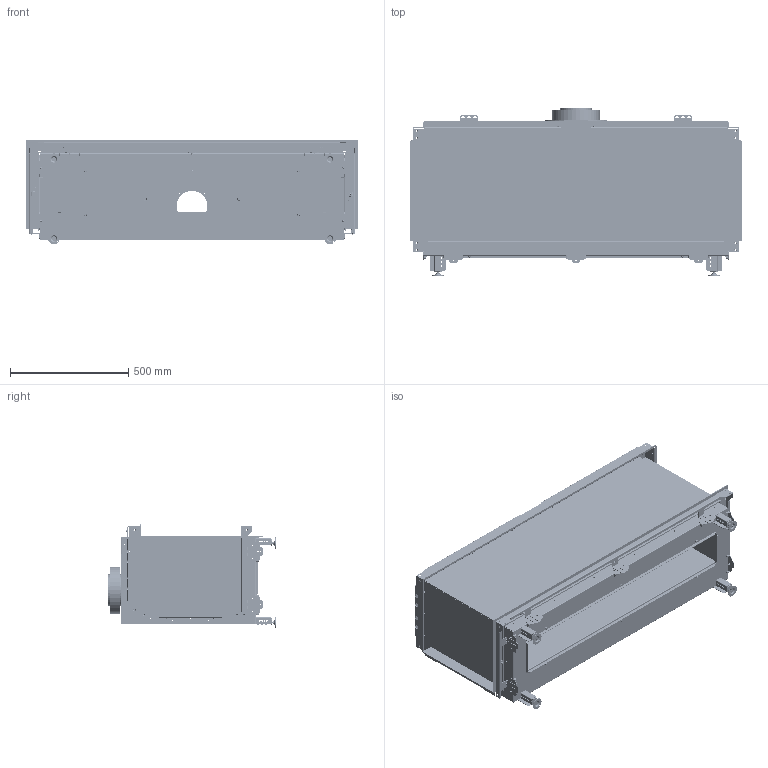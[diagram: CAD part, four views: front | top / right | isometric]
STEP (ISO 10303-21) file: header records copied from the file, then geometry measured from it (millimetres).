
FILE_DESCRIPTION (( 'STEP AP214' ), '1' );
FILE_NAME ('Fire_Assembly_BM-1300-Bay-3S.STEP', '2026-01-15T10:32:56', ( '' ), ( '' ), 'SwSTEP 2.0', 'SolidWorks 2025', '' );
FILE_SCHEMA (( 'AUTOMOTIVE_DESIGN' ));
Length unit declared in the file: millimetre
Products named in the file (57): Board_Stop_RVisio_Bay_Sub_Assy_Pano 1300 Bay; Magnet_Cage_Assy_RVisio_Bay_Visio 2 Dobbelt; Flue_Gasket_Outer_DuraVent_8_Inch; Magnet_Shallow_Pot_Ø10 x4; Flue_Gasket_Inner_DuraVent_5Inch; M5_Hexsert_M5 Hexsert; Board_Stop_RVisio_Bay_Sub_Assy_Visio 5 Diskant Side; Baffle_Folding_Pano_1300_Pano 1300; Foot_Assy_Sub-Assy_RV; Frame_Section_Sub_Assy_RVisio_Bay_Visio 5 Side RH; Frame_Retaining_Bracket_RVisio_Bay_Visio 2; Frame_Section_RVisio_Bay_Pano 1300 Front Bay; Base_Plate_Pano_1300_Pano 1300; Delay_Flap_Top_RVisio_Bay_Pano 1300; Window_Trim_Sub-Assy_Linear_160_Mk2_Bay_Pano 1300 Bay; M6_Hexsert_M6 Hexsert; Frame_Retrain_Folding_RVisio_Bay_Visio 2; Foot_Folding_RV; Base_Plate_Assy_Pano_1300_Pano 1300; Magnet_Cage_Assy_S_RVisio_Bay_Visio 2 Short; M4_PEM_Fixing_M4 x 8 Flush Self Clinching PEM Stud; Window_Trim_Side_Linear_160_Mk2_Bay_Pano 1300 Side; Baffle_Infill_RVisio_Bay_Visio 2; Frame_Section_Sub_Assy_RVisio_Bay_Pano 1300 Front Bay; Board_Stop_RVisio_Bay_Pano 1300 Bay; Flue_Connection_Kit_Bofill_130-200 85 Offset (Peis Bay) - Adaptor Supressed for STEP; Magnet_Cage_Alt_RVisio_Bay_Visio 2 Side; Leg_Backing_Alt_RV; Board_Stop_RVisio_Bay_Visio 5 Diskant Side; Glass_Panel_RVisio_Bay_Pano 1300 Front Panel; Flue_Adapter_Non-DuraVent_Ø130_Bofill; Frame_Section_RVisio_Bay_Visio 5 Side RH; Board_Stop_Rear_Sub-Assy_RVisio_Bay_Visio 5; M8_Nutsert; Frame_Section_Sub_Assy_RVisio_Bay_Visio 5 Side LH; Fire_Assembly_BM-1300-Bay-3S; M8_Adjustable_Metal_Feet_Ø50 M8 x 50 Bolt Down; Firebox_Infill_RVisio_Bay_Visio 2; Flue_Adapter_Assy_Non-DuraVent_Ø200_Flue Outer Ring Ø200 x 40 Bofill; Board_Stop_Rear_RVisio_Bay_Visio 5 ...
Assembly tree (183 placements, depth 5):
  Fire_Assembly_BM-1300-Bay-3S
    Firebox_Weldment_Pano_1300_Firebox Weldment Pano 1300
      Base_Plate_Assy_Pano_1300_Pano 1300
        Base_Plate_Pano_1300_Pano 1300
        Leg_Sub-Assy_Alt_RV  x4
          Leg_Folding_Front_Alt_RV
          Leg_Backing_Alt_RV
        M6_Hexsert_M6 Hexsert  x10
        M5_Hexsert_M5 Hexsert  x30
      Baffle_Assy_Pano_1300_Pano 1300
        Baffle_Folding_Pano_1300_Pano 1300
        Firebox_Infill_RVisio_Bay_Visio 2  x2
        M5_PEM_Fixing_M5x10 PEM Fixing  x4
        M5_Hexsert_M5 Hexsert  x34
      Baffle_Infill_RVisio_Bay_Visio 2  x2
    Foot_Assy_Sub-Assy_RV  x4
      Foot_Folding_RV
      M8_Nutsert
    M8_Adjustable_Metal_Feet_Ø50 M8 x 50 Bolt Down  x4
    Delay_Flap_Top_RVisio_Bay_Pano 1300  x2
    Fixing_Bracket_RVisio_Visio 2  x2
    Glass_Panel_RVisio_Bay_Pano 1300 Front Panel
    Glass_Panel_RVisio_Bay_Visio 5 Side Panel  x2
    Frame_Retaining_Bracket_RVisio_Bay_Visio 2  x7
      Frame_Retrain_Folding_RVisio_Bay_Visio 2
      M5_Hexsert_M5 Hexsert
    Board_Stop_RVisio_Bay_Sub_Assy_Pano 1300 Bay
      Board_Stop_RVisio_Bay_Pano 1300 Bay
      M4_PEM_Fixing_M4 x 8 Flush Self Clinching PEM Stud  x8
      M5_Hexsert_M5 Hexsert  x2
    Board_Stop_RVisio_Bay_Sub_Assy_Visio 5 Diskant Side  x2
      Board_Stop_RVisio_Bay_Visio 5 Diskant Side
      M4_PEM_Fixing_M4 x 8 Flush Self Clinching PEM Stud
    Board_Stop_Rear_Assy_RVision_Bay_Visio 5 Dobbelt  x2
      Board_Stop_Rear_Sub-Assy_RVisio_Bay_Visio 5
        Board_Stop_Rear_RVisio_Bay_Visio 5
        M5_Hexsert_M5 Hexsert  x2
      Magnet_Cage_Assy_RVisio_Bay_Visio 2 Dobbelt
        Magnet_Cage_Alt_RVisio_Bay_Visio 2 Side
        M5_Machine_Screw_Cross_Hd_M5 x 10 Pan Hd (Cross) Machine Screw Black
        Magnet_Shallow_Pot_Ø10 x4
    Frame_Section_Sub_Assy_RVisio_Bay_Pano 1300 Front Bay
      Frame_Section_RVisio_Bay_Pano 1300 Front Bay
      M5_Hexsert_M5 Hexsert  x3
      Magnet_Cage_Assy_S_RVisio_Bay_Visio 2 Short  x3
        Magnet_Cage_Alt_S_RVisio_Bay_Visio 2 Short cage
        M5_Machine_Screw_Cross_Hd_M5 x 10 Pan Hd (Cross) Machine Screw Black
        Magnet_Shallow_Pot_Ø10 x4
    Frame_Section_Sub_Assy_RVisio_Bay_Visio 5 Side RH
      Frame_Section_RVisio_Bay_Visio 5 Side RH
      M5_Hexsert_M5 Hexsert
      Magnet_Cage_Assy_S_RVisio_Bay_Visio 2 Short
        Magnet_Cage_Alt_S_RVisio_Bay_Visio 2 Short cage
        M5_Machine_Screw_Cross_Hd_M5 x 10 Pan Hd (Cross) Machine Screw Black
        Magnet_Shallow_Pot_Ø10 x4
    Frame_Section_Sub_Assy_RVisio_Bay_Visio 5 Side LH
      Frame_Section_RVisio_Bay_Visio 5 Side LH
      M5_Hexsert_M5 Hexsert
      Magnet_Cage_Assy_S_RVisio_Bay_Visio 2 Short
        Magnet_Cage_Alt_S_RVisio_Bay_Visio 2 Short cage
Bounding box: 1403 x 708 x 443.25 mm (x, y, z)
Volume: 11659515.7 mm3; surface area: 9075873.2 mm2
Topology: 198 solids, 198 shells, 11618 faces, 29619 edges, 18730 vertices
Faces by surface type: plane 7772, cylinder 2766, cone 784, torus 142, bspline 136, sphere 18
Entity records: 88537 total; most frequent: CARTESIAN_POINT 17962, ORIENTED_EDGE 14250, DIRECTION 14011, EDGE_CURVE 7125, VECTOR 5283, LINE 5283, VERTEX_POINT 4476, AXIS2_PLACEMENT_3D 4364
